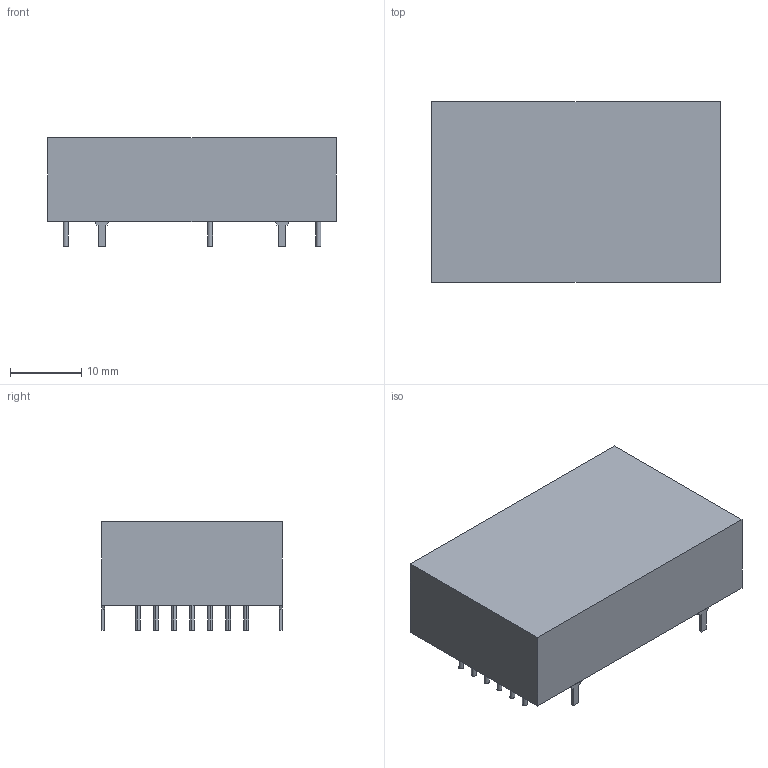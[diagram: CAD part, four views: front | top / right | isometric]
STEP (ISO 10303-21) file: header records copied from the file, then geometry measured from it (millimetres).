
FILE_DESCRIPTION((''),'2;1');
FILE_NAME('PWS_MATSUSADA_TG.stp','2014-03-03T18:01:16',(''),(''),'Mechanical Desktop 2011','Mechanical Desktop 2011',', , ');
FILE_SCHEMA(('AUTOMOTIVE_DESIGN { 1 2 10303 214 1 1 1 1 }'));
Length unit declared in the file: millimetre
Products named in the file (1): Product
Bounding box: 40.64 x 25.4 x 15.3 mm (x, y, z)
Volume: 12201.6 mm3; surface area: 8637 mm2
Topology: 17 solids, 17 shells, 101 faces, 198 edges, 132 vertices
Faces by surface type: plane 79, cylinder 22
Entity records: 2612 total; most frequent: DIRECTION 446, CARTESIAN_POINT 432, ORIENTED_EDGE 396, EDGE_CURVE 198, VECTOR 154, LINE 154, AXIS2_PLACEMENT_3D 146, VERTEX_POINT 132
